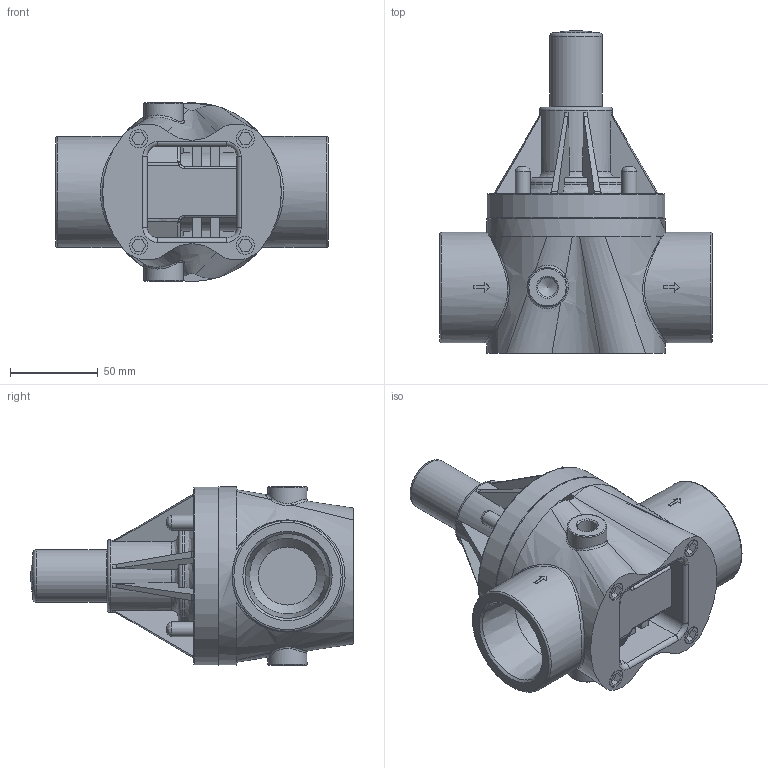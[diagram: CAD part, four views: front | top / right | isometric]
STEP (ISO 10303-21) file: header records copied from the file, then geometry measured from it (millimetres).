
FILE_DESCRIPTION((''),'2;1');
FILE_NAME('ECO-150A-PVC_R0.ipt.stp','2017-02-28T12:01:43',(''),(''),'Autodesk Inventor 2009','Autodesk Inventor 2009','');
FILE_SCHEMA(('AUTOMOTIVE_DESIGN { 1 0 10303 214 1 1 1 1 }'));
Length unit declared in the file: inch
Products named in the file (1): ECO-150A-PVC_R0
Bounding box: 154.94 x 183.44 x 101.6 mm (x, y, z)
Volume: 802840.1 mm3; surface area: 120276.9 mm2
Topology: 1 solids, 19 shells, 424 faces, 1027 edges, 667 vertices
Faces by surface type: plane 173, bspline 120, cylinder 89, torus 27, cone 15
Full cylindrical faces by diameter (mm): 5.842 x4, 6.502 x4, 8.382 x4, 10.16 x4, 11.112 x1, 11.113 x1, 22.225 x2, 29.972 x1, 41.656 x1, 43.18 x2, 62.992 x2, 101.6 x2
Entity records: 18551 total; most frequent: CARTESIAN_POINT 9047, ORIENTED_EDGE 1896, DIRECTION 1736, EDGE_CURVE 948, AXIS2_PLACEMENT_3D 667, VERTEX_POINT 652, EDGE_LOOP 522, FACE_OUTER_BOUND 424
